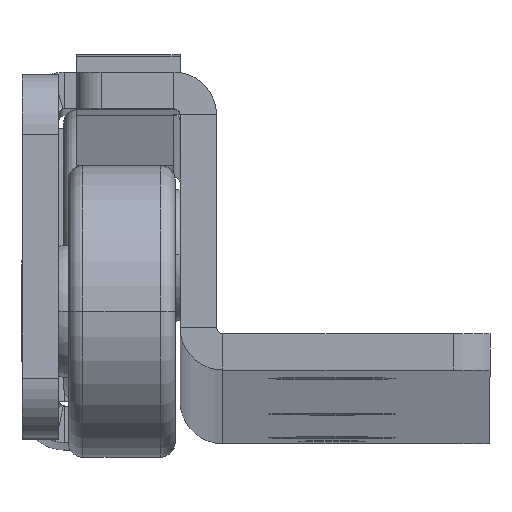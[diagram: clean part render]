
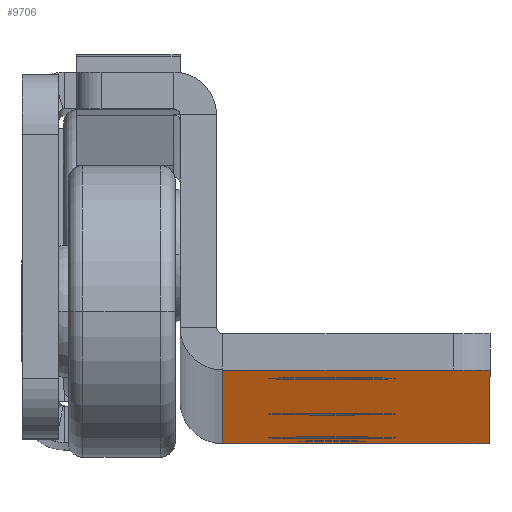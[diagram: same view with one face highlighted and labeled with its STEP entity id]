
A CAD part, top view. The second image highlights one B-rep face of the part: STEP entity #9706.
In plain terms, the highlighted face is planar.
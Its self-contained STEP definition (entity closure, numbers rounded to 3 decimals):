
#131 = EDGE_CURVE ( 'NONE', #15518, #7863, #8610, .T. ) ;
#217 = LINE ( 'NONE', #10608, #9712 ) ;
#301 = ORIENTED_EDGE ( 'NONE', *, *, #8305, .T. ) ;
#378 = CIRCLE ( 'NONE', #2842, 5.25 ) ;
#497 = CARTESIAN_POINT ( 'NONE',  ( 22.5, -4.75, 0. ) ) ;
#545 = CIRCLE ( 'NONE', #13352, 4. ) ;
#654 = CARTESIAN_POINT ( 'NONE',  ( 12.5, -4.75, 352. ) ) ;
#665 = PLANE ( 'NONE',  #18473 ) ;
#785 = LINE ( 'NONE', #12153, #12772 ) ;
#790 = DIRECTION ( 'NONE',  ( 0., 0., -1. ) ) ;
#840 = FACE_BOUND ( 'NONE', #14419, .T. ) ;
#1106 = VECTOR ( 'NONE', #790, 1000. ) ;
#1669 = DIRECTION ( 'NONE',  ( 0., 1., 0. ) ) ;
#1728 = DIRECTION ( 'NONE',  ( 0., -1., 0. ) ) ;
#2057 = LINE ( 'NONE', #5098, #1106 ) ;
#2132 = CARTESIAN_POINT ( 'NONE',  ( 7.25, -4.75, 352. ) ) ;
#2220 = ORIENTED_EDGE ( 'NONE', *, *, #12071, .T. ) ;
#2244 = EDGE_LOOP ( 'NONE', ( #10418, #5707, #5723, #18815, #14776, #17369 ) ) ;
#2341 = EDGE_CURVE ( 'NONE', #13089, #4965, #15815, .T. ) ;
#2778 = CIRCLE ( 'NONE', #18257, 2.75 ) ;
#2842 = AXIS2_PLACEMENT_3D ( 'NONE', #5774, #14637, #11592 ) ;
#2852 = AXIS2_PLACEMENT_3D ( 'NONE', #18344, #5148, #12380 ) ;
#3170 = DIRECTION ( 'NONE',  ( 0., 0., 1. ) ) ;
#3202 = DIRECTION ( 'NONE',  ( 0., 0., 1. ) ) ;
#3569 = AXIS2_PLACEMENT_3D ( 'NONE', #3944, #17061, #11467 ) ;
#3783 = ORIENTED_EDGE ( 'NONE', *, *, #6002, .T. ) ;
#3926 = CARTESIAN_POINT ( 'NONE',  ( 17.75, -4.75, 160. ) ) ;
#3943 = EDGE_LOOP ( 'NONE', ( #4842, #16665 ) ) ;
#3944 = CARTESIAN_POINT ( 'NONE',  ( 12.5, -4.75, 160. ) ) ;
#4017 = DIRECTION ( 'NONE',  ( 0., 1., 0. ) ) ;
#4282 = DIRECTION ( 'NONE',  ( 0., 1., 0. ) ) ;
#4317 = EDGE_CURVE ( 'NONE', #17970, #5719, #785, .T. ) ;
#4333 = CARTESIAN_POINT ( 'NONE',  ( 3.5, -4.75, 398. ) ) ;
#4764 = CIRCLE ( 'NONE', #7169, 5.25 ) ;
#4775 = CIRCLE ( 'NONE', #3569, 5.25 ) ;
#4842 = ORIENTED_EDGE ( 'NONE', *, *, #7522, .T. ) ;
#4965 = VERTEX_POINT ( 'NONE', #13254 ) ;
#5098 = CARTESIAN_POINT ( 'NONE',  ( 25.5, -4.75, 0. ) ) ;
#5148 = DIRECTION ( 'NONE',  ( 0., 1., 0. ) ) ;
#5446 = CARTESIAN_POINT ( 'NONE',  ( 25.5, -4.75, 1.354 ) ) ;
#5632 = EDGE_CURVE ( 'NONE', #9376, #10743, #378, .T. ) ;
#5707 = ORIENTED_EDGE ( 'NONE', *, *, #4317, .F. ) ;
#5719 = VERTEX_POINT ( 'NONE', #13216 ) ;
#5723 = ORIENTED_EDGE ( 'NONE', *, *, #18302, .T. ) ;
#5774 = CARTESIAN_POINT ( 'NONE',  ( 12.5, -4.75, 352. ) ) ;
#5939 = ORIENTED_EDGE ( 'NONE', *, *, #131, .T. ) ;
#6002 = EDGE_CURVE ( 'NONE', #9952, #12830, #17160, .T. ) ;
#6169 = CARTESIAN_POINT ( 'NONE',  ( 7.25, -4.75, 32. ) ) ;
#6291 = CARTESIAN_POINT ( 'NONE',  ( 12.5, -4.75, 15.75 ) ) ;
#6860 = DIRECTION ( 'NONE',  ( 1., 0., 0. ) ) ;
#6985 = AXIS2_PLACEMENT_3D ( 'NONE', #13295, #1669, #11758 ) ;
#7169 = AXIS2_PLACEMENT_3D ( 'NONE', #654, #7700, #17786 ) ;
#7522 = EDGE_CURVE ( 'NONE', #10743, #9376, #4764, .T. ) ;
#7551 = CIRCLE ( 'NONE', #17570, 5.25 ) ;
#7700 = DIRECTION ( 'NONE',  ( 0., 1., 0. ) ) ;
#7863 = VERTEX_POINT ( 'NONE', #6291 ) ;
#8199 = EDGE_CURVE ( 'NONE', #13244, #8599, #2057, .T. ) ;
#8248 = VECTOR ( 'NONE', #6860, 1000. ) ;
#8267 = ORIENTED_EDGE ( 'NONE', *, *, #9943, .T. ) ;
#8305 = EDGE_CURVE ( 'NONE', #17635, #9063, #4775, .T. ) ;
#8590 = CARTESIAN_POINT ( 'NONE',  ( 22.5, -4.75, 4. ) ) ;
#8599 = VERTEX_POINT ( 'NONE', #5446 ) ;
#8610 = CIRCLE ( 'NONE', #2852, 2.75 ) ;
#8837 = CARTESIAN_POINT ( 'NONE',  ( 17.75, -4.75, 32. ) ) ;
#9046 = EDGE_LOOP ( 'NONE', ( #5939, #14031 ) ) ;
#9063 = VERTEX_POINT ( 'NONE', #9095 ) ;
#9095 = CARTESIAN_POINT ( 'NONE',  ( 7.25, -4.75, 160. ) ) ;
#9135 = AXIS2_PLACEMENT_3D ( 'NONE', #8590, #12988, #18757 ) ;
#9328 = CARTESIAN_POINT ( 'NONE',  ( -26.5, -4.75, 0. ) ) ;
#9376 = VERTEX_POINT ( 'NONE', #2132 ) ;
#9429 = FACE_BOUND ( 'NONE', #3943, .T. ) ;
#9595 = EDGE_CURVE ( 'NONE', #13244, #4965, #545, .T. ) ;
#9706 = ADVANCED_FACE ( 'NONE', ( #9429, #840, #15318, #17799, #15233 ), #665, .F. ) ;
#9712 = VECTOR ( 'NONE', #3202, 1000. ) ;
#9814 = DIRECTION ( 'NONE',  ( -1., 0., 0. ) ) ;
#9943 = EDGE_CURVE ( 'NONE', #12830, #9952, #7551, .T. ) ;
#9952 = VERTEX_POINT ( 'NONE', #8837 ) ;
#10085 = DIRECTION ( 'NONE',  ( -1., 0., 0. ) ) ;
#10176 = CARTESIAN_POINT ( 'NONE',  ( 12.5, -4.75, 32. ) ) ;
#10418 = ORIENTED_EDGE ( 'NONE', *, *, #12074, .F. ) ;
#10608 = CARTESIAN_POINT ( 'NONE',  ( 3.5, -4.75, 0. ) ) ;
#10743 = VERTEX_POINT ( 'NONE', #18447 ) ;
#11467 = DIRECTION ( 'NONE',  ( -1., 0., 0. ) ) ;
#11592 = DIRECTION ( 'NONE',  ( -1., 0., 0. ) ) ;
#11758 = DIRECTION ( 'NONE',  ( -1., 0., 0. ) ) ;
#11822 = EDGE_LOOP ( 'NONE', ( #3783, #8267 ) ) ;
#11830 = CARTESIAN_POINT ( 'NONE',  ( 22.5, -4.75, 394. ) ) ;
#12071 = EDGE_CURVE ( 'NONE', #9063, #17635, #12782, .T. ) ;
#12074 = EDGE_CURVE ( 'NONE', #5719, #13089, #217, .T. ) ;
#12153 = CARTESIAN_POINT ( 'NONE',  ( 25.5, -4.75, 0. ) ) ;
#12380 = DIRECTION ( 'NONE',  ( 0., 0., -1. ) ) ;
#12515 = CARTESIAN_POINT ( 'NONE',  ( 25.5, -4.75, 396.646 ) ) ;
#12536 = DIRECTION ( 'NONE',  ( 0., 1., 0. ) ) ;
#12597 = CARTESIAN_POINT ( 'NONE',  ( 25.5, -4.75, 398. ) ) ;
#12772 = VECTOR ( 'NONE', #18109, 1000. ) ;
#12782 = CIRCLE ( 'NONE', #6985, 5.25 ) ;
#12830 = VERTEX_POINT ( 'NONE', #6169 ) ;
#12984 = EDGE_CURVE ( 'NONE', #7863, #15518, #2778, .T. ) ;
#12988 = DIRECTION ( 'NONE',  ( 0., -1., 0. ) ) ;
#13089 = VERTEX_POINT ( 'NONE', #4333 ) ;
#13216 = CARTESIAN_POINT ( 'NONE',  ( 3.5, -4.75, 0. ) ) ;
#13244 = VERTEX_POINT ( 'NONE', #12515 ) ;
#13254 = CARTESIAN_POINT ( 'NONE',  ( 22.5, -4.75, 398. ) ) ;
#13295 = CARTESIAN_POINT ( 'NONE',  ( 12.5, -4.75, 160. ) ) ;
#13352 = AXIS2_PLACEMENT_3D ( 'NONE', #11830, #1728, #3170 ) ;
#14031 = ORIENTED_EDGE ( 'NONE', *, *, #12984, .T. ) ;
#14245 = DIRECTION ( 'NONE',  ( 0., 0., -1. ) ) ;
#14419 = EDGE_LOOP ( 'NONE', ( #301, #2220 ) ) ;
#14637 = DIRECTION ( 'NONE',  ( 0., 1., 0. ) ) ;
#14776 = ORIENTED_EDGE ( 'NONE', *, *, #9595, .T. ) ;
#15233 = FACE_BOUND ( 'NONE', #9046, .T. ) ;
#15318 = FACE_BOUND ( 'NONE', #11822, .T. ) ;
#15518 = VERTEX_POINT ( 'NONE', #16610 ) ;
#15529 = AXIS2_PLACEMENT_3D ( 'NONE', #16936, #4017, #9814 ) ;
#15815 = LINE ( 'NONE', #12597, #8248 ) ;
#16126 = CIRCLE ( 'NONE', #9135, 4. ) ;
#16459 = DIRECTION ( 'NONE',  ( 0., 0., -1. ) ) ;
#16610 = CARTESIAN_POINT ( 'NONE',  ( 12.5, -4.75, 10.25 ) ) ;
#16665 = ORIENTED_EDGE ( 'NONE', *, *, #5632, .T. ) ;
#16740 = DIRECTION ( 'NONE',  ( 0., 1., 0. ) ) ;
#16936 = CARTESIAN_POINT ( 'NONE',  ( 12.5, -4.75, 32. ) ) ;
#17061 = DIRECTION ( 'NONE',  ( 0., 1., 0. ) ) ;
#17160 = CIRCLE ( 'NONE', #15529, 5.25 ) ;
#17369 = ORIENTED_EDGE ( 'NONE', *, *, #2341, .F. ) ;
#17570 = AXIS2_PLACEMENT_3D ( 'NONE', #10176, #4282, #10085 ) ;
#17635 = VERTEX_POINT ( 'NONE', #3926 ) ;
#17786 = DIRECTION ( 'NONE',  ( -1., 0., 0. ) ) ;
#17799 = FACE_OUTER_BOUND ( 'NONE', #2244, .T. ) ;
#17970 = VERTEX_POINT ( 'NONE', #497 ) ;
#18109 = DIRECTION ( 'NONE',  ( -1., 0., 0. ) ) ;
#18257 = AXIS2_PLACEMENT_3D ( 'NONE', #18404, #12536, #14245 ) ;
#18302 = EDGE_CURVE ( 'NONE', #17970, #8599, #16126, .T. ) ;
#18344 = CARTESIAN_POINT ( 'NONE',  ( 12.5, -4.75, 13. ) ) ;
#18404 = CARTESIAN_POINT ( 'NONE',  ( 12.5, -4.75, 13. ) ) ;
#18447 = CARTESIAN_POINT ( 'NONE',  ( 17.75, -4.75, 352. ) ) ;
#18473 = AXIS2_PLACEMENT_3D ( 'NONE', #9328, #16740, #16459 ) ;
#18757 = DIRECTION ( 'NONE',  ( 0., 0., -1. ) ) ;
#18815 = ORIENTED_EDGE ( 'NONE', *, *, #8199, .F. ) ;
